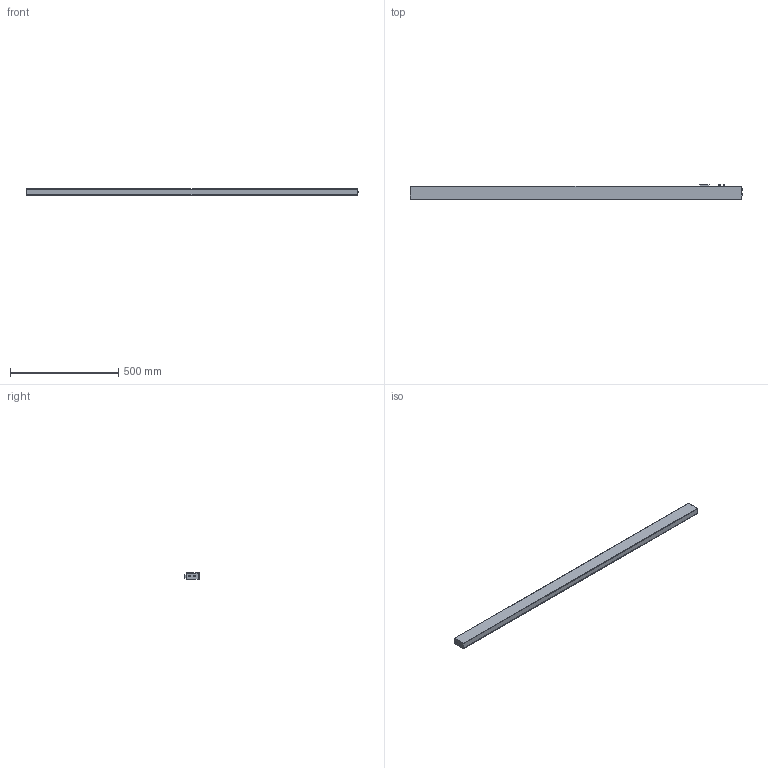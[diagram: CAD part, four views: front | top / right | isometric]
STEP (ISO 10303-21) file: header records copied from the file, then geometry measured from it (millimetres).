
FILE_DESCRIPTION(/* description */ (''),/* implementation_level */ '2;1');
FILE_NAME(/* name */ 'ipf_z3d_AO98E126.STP',/* time_stamp */ '2018-07-04T11:02:53+02:00',/* author */ ('g.aydin'),/* organization */ (''),/* preprocessor_version */ 'ST-DEVELOPER v15.2',/* originating_system */ 'Autodesk Inventor 2014',/* authorisation */ '');
FILE_SCHEMA (('AUTOMOTIVE_DESIGN { 1 0 10303 214 3 1 1 }'));
Length unit declared in the file: millimetre
Products named in the file (6): QUADER_3; Baugruppe_Balkenleuchte; 09-3391-00-04_MIR; 09-3391-00-04_1_MIR; Gruppe ; ipf_z3d_AO98E126
Assembly tree (5 placements, depth 3):
  ipf_z3d_AO98E126
    Baugruppe_Balkenleuchte
      QUADER_3
    Gruppe 
      09-3391-00-04_MIR
      09-3391-00-04_1_MIR
Bounding box: 1537 x 66.5 x 30 mm (x, y, z)
Volume: 2683825.7 mm3; surface area: 288671.1 mm2
Topology: 3 solids, 3 shells, 161 faces, 361 edges, 234 vertices
Faces by surface type: cylinder 72, plane 62, cone 18, sphere 7, torus 2
Full cylindrical faces by diameter (mm): 1 x7, 3.3 x10, 4 x10, 5.8 x2, 6.4 x2, 6.8 x8, 7.2 x2, 8 x2, 9 x6
Entity records: 4088 total; most frequent: DIRECTION 743, CARTESIAN_POINT 627, ORIENTED_EDGE 506, AXIS2_PLACEMENT_3D 318, EDGE_LOOP 265, EDGE_CURVE 253, VERTEX_POINT 202, ADVANCED_FACE 161
